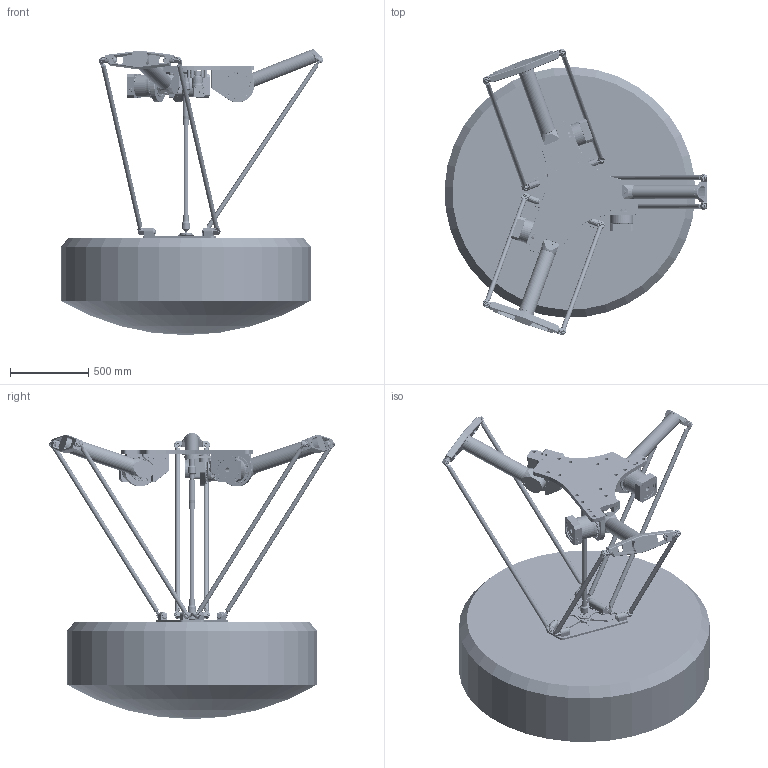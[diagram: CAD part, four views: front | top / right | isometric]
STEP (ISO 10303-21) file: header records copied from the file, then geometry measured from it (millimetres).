
FILE_DESCRIPTION(/* description */ ('Norm.iam Teamplte'),/* implementation_level */ '2;1');
FILE_NAME(/* name */ '3D-model_A_00650-T1.stp',/* time_stamp */ '2026-04-10T09:33:45+02:00',/* author */ ('lukas.huser'),/* organization */ (''),/* preprocessor_version */ 'ST-DEVELOPER v19.2',/* originating_system */ 'Autodesk Inventor 2023',/* authorisation */ '');
FILE_SCHEMA (('AUTOMOTIVE_DESIGN { 1 0 10303 214 3 1 1 }'));
Products named in the file (16): A_00650-T1_DUMMY DELTA Robotermechanik RLL3-T1-1600-50kg; MT_BGR00109004; MT_WST00119343; MT_WST00113103 Getriebe; MT_WST00068559MT_WST; MT_WST00119344; MT_WST00049651MT_WST; MT_WST00057260MT_WST; MT_WST00061551; MT_WST00057263MT_WST; MT_WST00103352 Dummy Achse; MT_WST00121981; MT_WST00055475MT_WST; MT_WST00055476MT_WST; MT_WST00120097 Werkzeugträger; MT_WST00057409MT_WST
Assembly tree (31 placements, depth 3):
  A_00650-T1_DUMMY DELTA Robotermechanik RLL3-T1-1600-50kg
    MT_BGR00109004
      MT_WST00119343
      MT_WST00113103 Getriebe
      MT_WST00068559MT_WST  x3
      MT_WST00119344
    MT_WST00049651MT_WST
    MT_WST00057260MT_WST  x2
    MT_WST00057263MT_WST  x6
    MT_WST00061551
    MT_WST00103352 Dummy Achse  x8
    MT_WST00121981  x2
    MT_WST00055475MT_WST
    MT_WST00055476MT_WST
    MT_WST00120097 Werkzeugträger
    MT_WST00057409MT_WST
Bounding box: 1675.5 x 1826.77 x 1825.38 mm (x, y, z)
Volume: 1073335197.2 mm3; surface area: 10377101.5 mm2
Topology: 32 solids, 64 shells, 5623 faces, 13556 edges, 8631 vertices
Faces by surface type: plane 2693, cylinder 1313, cone 759, bspline 579, torus 252, sphere 27
Full cylindrical faces by diameter (mm): 2.459 x3, 3.15 x2, 4 x1, 4.134 x10, 4.917 x21, 5.5 x6, 5.8 x2, 5.9 x8, 6 x74, 6.6 x72, 6.647 x3, 7 x6, 8 x1, 8.376 x68, 8.5 x6, 9 x9, 9.6 x3, 10 x116, 11.5 x2, 12 x37, 13 x23, 14 x1, 14.5 x1, 15 x20, 15.4 x1, 16 x2, 17 x20, 17.294 x6, 19.7 x1, 20 x4
Entity records: 160479 total; most frequent: CARTESIAN_POINT 64978, ORIENTED_EDGE 19356, DIRECTION 18518, EDGE_CURVE 9678, AXIS2_PLACEMENT_3D 6801, VERTEX_POINT 6360, LINE 4916, VECTOR 4916
